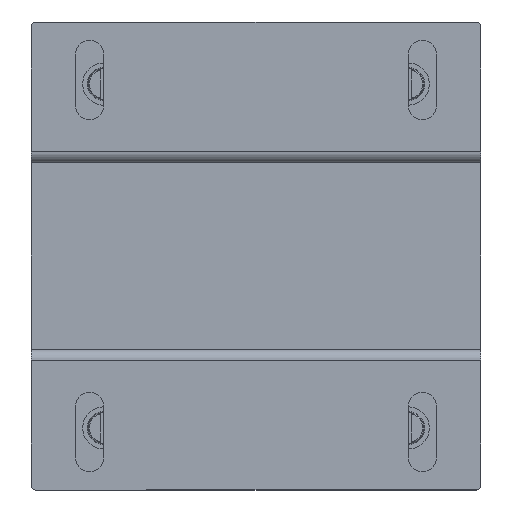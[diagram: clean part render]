
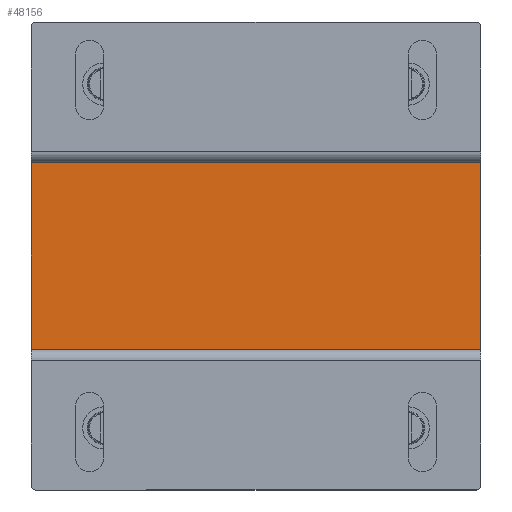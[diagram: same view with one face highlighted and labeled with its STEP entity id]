
A CAD part, front view. The second image highlights one B-rep face of the part: STEP entity #48156.
In plain terms, the highlighted planar face has unit normal (0, -1, 0).
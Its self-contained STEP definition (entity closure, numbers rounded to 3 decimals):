
#405 = LINE ( 'NONE', #3205, #139085 ) ;
#3205 = CARTESIAN_POINT ( 'NONE',  ( 0., -80., 39.878 ) ) ;
#4106 = CARTESIAN_POINT ( 'NONE',  ( 96., -80., 39.878 ) ) ;
#11149 = DIRECTION ( 'NONE',  ( 0., 0., -1. ) ) ;
#16142 = CARTESIAN_POINT ( 'NONE',  ( 0., -80., 39.878 ) ) ;
#19445 = ORIENTED_EDGE ( 'NONE', *, *, #88783, .F. ) ;
#22987 = FACE_OUTER_BOUND ( 'NONE', #64065, .T. ) ;
#26659 = CARTESIAN_POINT ( 'NONE',  ( 96., -80., 39.878 ) ) ;
#27303 = DIRECTION ( 'NONE',  ( 1., 0., 0. ) ) ;
#35117 = DIRECTION ( 'NONE',  ( 0., 1., 0. ) ) ;
#44853 = CARTESIAN_POINT ( 'NONE',  ( 0., -80., 0. ) ) ;
#45266 = DIRECTION ( 'NONE',  ( 0., 0., 1. ) ) ;
#47070 = DIRECTION ( 'NONE',  ( 1., 0., 0. ) ) ;
#48156 = ADVANCED_FACE ( 'NONE', ( #22987 ), #131339, .F. ) ;
#48781 = VERTEX_POINT ( 'NONE', #105046 ) ;
#53408 = ORIENTED_EDGE ( 'NONE', *, *, #107070, .T. ) ;
#62491 = EDGE_CURVE ( 'NONE', #95126, #137830, #405, .T. ) ;
#64065 = EDGE_LOOP ( 'NONE', ( #136801, #19445, #76446, #53408 ) ) ;
#71276 = VECTOR ( 'NONE', #96671, 1000. ) ;
#76446 = ORIENTED_EDGE ( 'NONE', *, *, #62491, .F. ) ;
#86904 = CARTESIAN_POINT ( 'NONE',  ( 0., -80., 39.878 ) ) ;
#88783 = EDGE_CURVE ( 'NONE', #137830, #48781, #124729, .T. ) ;
#92139 = VERTEX_POINT ( 'NONE', #44853 ) ;
#95126 = VERTEX_POINT ( 'NONE', #16142 ) ;
#96671 = DIRECTION ( 'NONE',  ( 0., 0., -1. ) ) ;
#100568 = VECTOR ( 'NONE', #11149, 1000. ) ;
#105046 = CARTESIAN_POINT ( 'NONE',  ( 96., -80., 0. ) ) ;
#105482 = CARTESIAN_POINT ( 'NONE',  ( 0., -80., 0. ) ) ;
#107070 = EDGE_CURVE ( 'NONE', #95126, #92139, #122446, .T. ) ;
#115964 = EDGE_CURVE ( 'NONE', #92139, #48781, #128444, .T. ) ;
#118284 = VECTOR ( 'NONE', #27303, 1000. ) ;
#120313 = CARTESIAN_POINT ( 'NONE',  ( 0., -80., 39.878 ) ) ;
#122446 = LINE ( 'NONE', #120313, #100568 ) ;
#124729 = LINE ( 'NONE', #4106, #71276 ) ;
#128444 = LINE ( 'NONE', #105482, #118284 ) ;
#130804 = AXIS2_PLACEMENT_3D ( 'NONE', #86904, #35117, #45266 ) ;
#131339 = PLANE ( 'NONE',  #130804 ) ;
#136801 = ORIENTED_EDGE ( 'NONE', *, *, #115964, .T. ) ;
#137830 = VERTEX_POINT ( 'NONE', #26659 ) ;
#139085 = VECTOR ( 'NONE', #47070, 1000. ) ;
